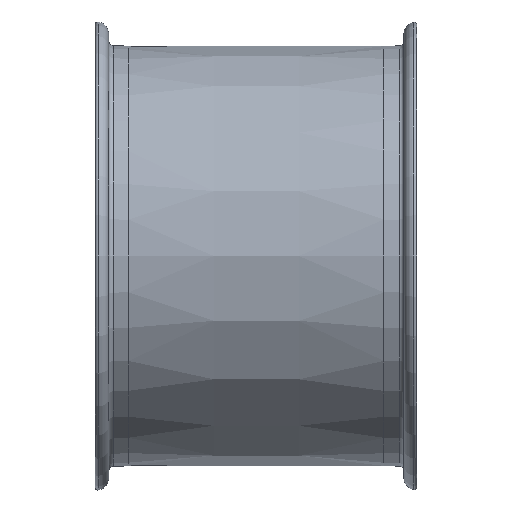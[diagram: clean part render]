
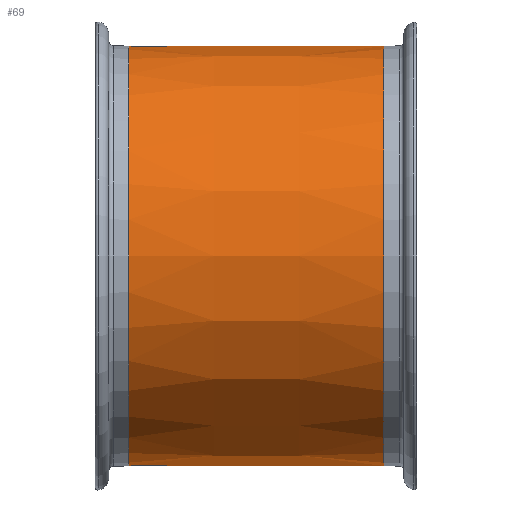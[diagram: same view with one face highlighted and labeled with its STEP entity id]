
A CAD part, front view. The second image highlights one B-rep face of the part: STEP entity #69.
In plain terms, the highlighted conical face has half-angle 0.029 degrees and reference radius 126.368 mm.
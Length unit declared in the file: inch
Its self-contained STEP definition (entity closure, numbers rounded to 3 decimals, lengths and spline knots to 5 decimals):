
#69 = ADVANCED_FACE ( 'NONE', ( #3496 ), #587, .T. ) ;
#461 = CARTESIAN_POINT ( 'NONE',  ( 6.1163, 6.47417, 4.97206 ) ) ;
#509 = ORIENTED_EDGE ( 'NONE', *, *, #3960, .T. ) ;
#587 = CONICAL_SURFACE ( 'NONE', #4810, 4.97512, 0.001 ) ;
#730 = CIRCLE ( 'NONE', #3890, 4.97512 ) ;
#887 = DIRECTION ( 'NONE',  ( 0., 0., -1. ) ) ;
#993 = VERTEX_POINT ( 'NONE', #461 ) ;
#1132 = CARTESIAN_POINT ( 'NONE',  ( 6.1163, 6.47417, -4.97206 ) ) ;
#1159 = VECTOR ( 'NONE', #3146, 39.37008 ) ;
#1163 = LINE ( 'NONE', #4079, #4596 ) ;
#1332 = VERTEX_POINT ( 'NONE', #1822 ) ;
#1456 = CIRCLE ( 'NONE', #2239, 4.97206 ) ;
#1787 = ORIENTED_EDGE ( 'NONE', *, *, #2819, .F. ) ;
#1797 = ORIENTED_EDGE ( 'NONE', *, *, #4915, .F. ) ;
#1822 = CARTESIAN_POINT ( 'NONE',  ( 12.16912, 6.47417, 4.97512 ) ) ;
#1878 = DIRECTION ( 'NONE',  ( 0., 0., 1. ) ) ;
#2176 = EDGE_LOOP ( 'NONE', ( #1787, #1797, #509, #3473 ) ) ;
#2218 = VERTEX_POINT ( 'NONE', #2269 ) ;
#2239 = AXIS2_PLACEMENT_3D ( 'NONE', #3580, #4356, #1878 ) ;
#2269 = CARTESIAN_POINT ( 'NONE',  ( 12.16912, 6.47417, -4.97512 ) ) ;
#2288 = LINE ( 'NONE', #2677, #1159 ) ;
#2677 = CARTESIAN_POINT ( 'NONE',  ( 12.16912, 6.47417, 4.97512 ) ) ;
#2757 = DIRECTION ( 'NONE',  ( -1., 0., 0. ) ) ;
#2819 = EDGE_CURVE ( 'NONE', #993, #1332, #2288, .T. ) ;
#3146 = DIRECTION ( 'NONE',  ( 1., 0., 0.001 ) ) ;
#3473 = ORIENTED_EDGE ( 'NONE', *, *, #3896, .T. ) ;
#3496 = FACE_OUTER_BOUND ( 'NONE', #2176, .T. ) ;
#3520 = CARTESIAN_POINT ( 'NONE',  ( 12.16912, 6.47417, 0. ) ) ;
#3534 = DIRECTION ( 'NONE',  ( 0., 0., 1. ) ) ;
#3580 = CARTESIAN_POINT ( 'NONE',  ( 6.1163, 6.47417, 0. ) ) ;
#3890 = AXIS2_PLACEMENT_3D ( 'NONE', #5273, #2757, #3534 ) ;
#3896 = EDGE_CURVE ( 'NONE', #2218, #1332, #730, .T. ) ;
#3960 = EDGE_CURVE ( 'NONE', #4983, #2218, #1163, .T. ) ;
#4079 = CARTESIAN_POINT ( 'NONE',  ( 12.16912, 6.47417, -4.97512 ) ) ;
#4323 = DIRECTION ( 'NONE',  ( 1., 0., 0. ) ) ;
#4356 = DIRECTION ( 'NONE',  ( -1., 0., 0. ) ) ;
#4577 = DIRECTION ( 'NONE',  ( 1., 0., -0.001 ) ) ;
#4596 = VECTOR ( 'NONE', #4577, 39.37008 ) ;
#4810 = AXIS2_PLACEMENT_3D ( 'NONE', #3520, #4323, #887 ) ;
#4915 = EDGE_CURVE ( 'NONE', #4983, #993, #1456, .T. ) ;
#4983 = VERTEX_POINT ( 'NONE', #1132 ) ;
#5273 = CARTESIAN_POINT ( 'NONE',  ( 12.16912, 6.47417, 0. ) ) ;
